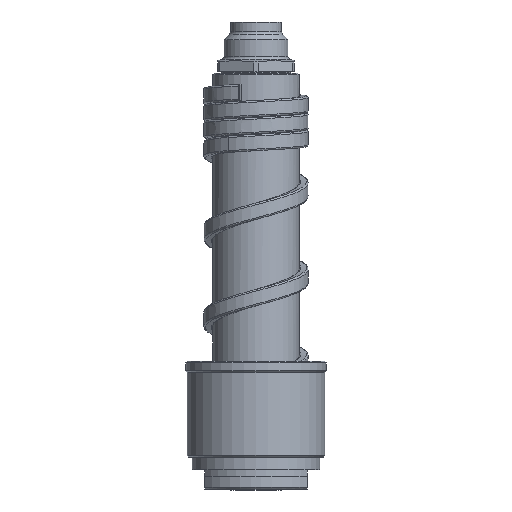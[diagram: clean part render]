
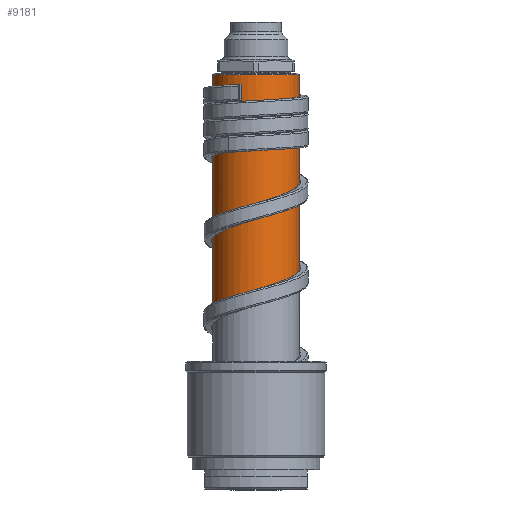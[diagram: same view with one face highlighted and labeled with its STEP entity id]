
A CAD part, front view. The second image highlights one B-rep face of the part: STEP entity #9181.
In plain terms, the highlighted cylindrical face has radius 13.5 mm (diameter 27 mm), a partial arc.
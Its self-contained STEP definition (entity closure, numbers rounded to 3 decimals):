
#1632=CARTESIAN_POINT('',(-13.5,0.,55.139));
#1649=CARTESIAN_POINT('',(13.5,0.,68.639));
#2100=CARTESIAN_POINT('',(-13.5,0.,55.139));
#2101=CARTESIAN_POINT('',(-13.5,-0.884,
55.421));
#2102=CARTESIAN_POINT('',(-13.326,-2.651,
55.983));
#2103=CARTESIAN_POINT('',(-12.553,-5.2,
56.827));
#2104=CARTESIAN_POINT('',(-11.297,-7.549,
57.671));
#2105=CARTESIAN_POINT('',(-9.607,-9.607,
58.514));
#2106=CARTESIAN_POINT('',(-7.549,-11.297,
59.358));
#2107=CARTESIAN_POINT('',(-5.2,-12.553,
60.202));
#2108=CARTESIAN_POINT('',(-2.651,-13.326,
61.046));
#2109=CARTESIAN_POINT('',(0.,-13.587,
61.889));
#2110=CARTESIAN_POINT('',(2.651,-13.326,62.733));
#2111=CARTESIAN_POINT('',(5.2,-12.553,63.577));
#2112=CARTESIAN_POINT('',(7.549,-11.297,64.421));
#2113=CARTESIAN_POINT('',(9.607,-9.607,65.264));
#2114=CARTESIAN_POINT('',(11.297,-7.549,66.108));
#2115=CARTESIAN_POINT('',(12.553,-5.2,66.952));
#2116=CARTESIAN_POINT('',(13.326,-2.651,67.796));
#2117=CARTESIAN_POINT('',(13.5,-0.884,
68.358));
#2118=CARTESIAN_POINT('',(13.5,0.,68.639));
#2120=DIRECTION('',(0.,0.,-1.));
#2121=VECTOR('',#2120,74.361);
#2122=CARTESIAN_POINT('',(-13.5,0.,
129.5));
#2123=LINE('',#2122,#2121);
#2124=DIRECTION('',(0.,0.,-1.));
#2125=VECTOR('',#2124,60.861);
#2126=CARTESIAN_POINT('',(13.5,0.,
129.5));
#2127=LINE('',#2126,#2125);
#5782=CARTESIAN_POINT('',(0.,0.,129.5));
#5783=DIRECTION('',(0.,0.,-1.));
#5784=DIRECTION('',(1.,0.,0.));
#5785=AXIS2_PLACEMENT_3D('',#5782,#5783,#5784);
#6070=CARTESIAN_POINT('',(13.5,0.,129.5));
#6071=CARTESIAN_POINT('',(-13.5,0.,129.5));
#6072=VERTEX_POINT('',#6070);
#6073=VERTEX_POINT('',#6071);
#6616=VERTEX_POINT('',#1632);
#6617=VERTEX_POINT('',#1649);
#9168=CARTESIAN_POINT('',(0.,0.,-6.5));
#9169=DIRECTION('',(0.,0.,1.));
#9170=DIRECTION('',(-1.,0.,0.));
#9171=AXIS2_PLACEMENT_3D('',#9168,#9169,#9170);
#9172=CYLINDRICAL_SURFACE('',#9171,13.5);
#9174=ORIENTED_EDGE('',*,*,#9173,.F.);
#9175=ORIENTED_EDGE('',*,*,#8922,.F.);
#9177=ORIENTED_EDGE('',*,*,#9176,.F.);
#9178=ORIENTED_EDGE('',*,*,#8918,.T.);
#9179=EDGE_LOOP('',(#9174,#9175,#9177,#9178));
#9180=FACE_OUTER_BOUND('',#9179,.F.);
#2119=B_SPLINE_CURVE_WITH_KNOTS('',3,(#2100,#2101,#2102,#2103,#2104,#2105,#2106,
#2107,#2108,#2109,#2110,#2111,#2112,#2113,#2114,#2115,#2116,#2117,#2118),
.UNSPECIFIED.,.F.,.F.,(4,1,1,1,1,1,1,1,1,1,1,1,1,1,1,1,4),(0.,0.063,0.125,
0.188,0.25,0.313,0.375,0.438,0.5,0.563,0.625,0.688,
0.75,0.813,0.875,0.938,1.),.UNSPECIFIED.);
#5786=CIRCLE('',#5785,13.5);
#8918=EDGE_CURVE('',#6072,#6617,#2127,.T.);
#8922=EDGE_CURVE('',#6073,#6616,#2123,.T.);
#9173=EDGE_CURVE('',#6616,#6617,#2119,.T.);
#9176=EDGE_CURVE('',#6072,#6073,#5786,.T.);
#9181=ADVANCED_FACE('',(#9180),#9172,.T.);
